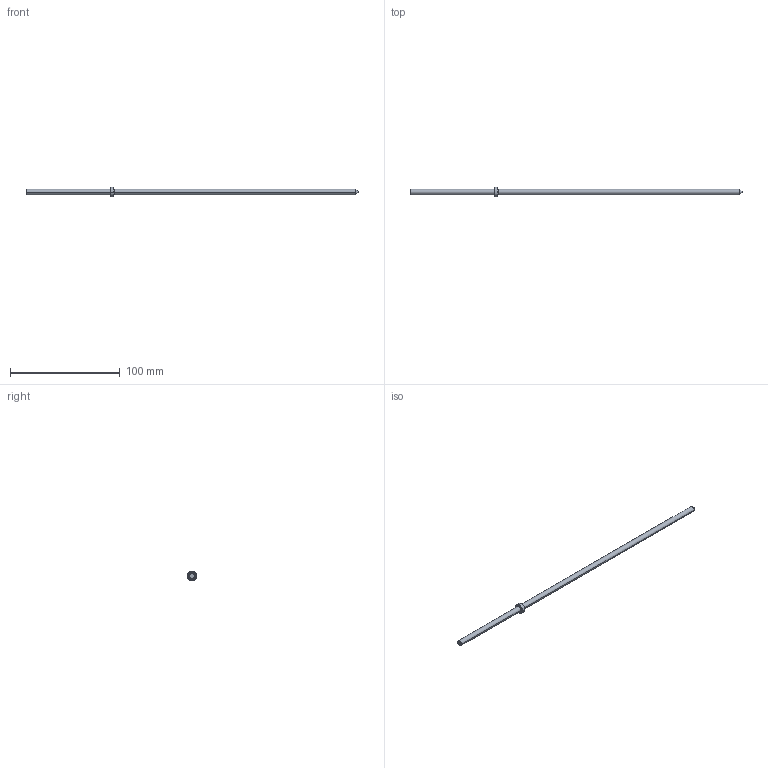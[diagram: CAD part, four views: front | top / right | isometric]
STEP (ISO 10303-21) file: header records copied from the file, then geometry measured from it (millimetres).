
FILE_DESCRIPTION (( 'STEP AP203' ), '1' );
FILE_NAME ('pusher for svd.STEP', '2023-04-01T13:48:21', ( '' ), ( '' ), 'SwSTEP 2.0', 'SolidWorks 2020', '' );
FILE_SCHEMA (( 'CONFIG_CONTROL_DESIGN' ));
Length unit declared in the file: mil
Products named in the file (1): pusher for svd
Bounding box: 302.29 x 9 x 9 mm (x, y, z)
Volume: 6028.3 mm3; surface area: 4882.2 mm2
Topology: 1 solids, 1 shells, 27 faces, 65 edges, 42 vertices
Faces by surface type: torus 10, cone 6, cylinder 6, plane 3, sphere 2
Entity records: 899 total; most frequent: DIRECTION 174, CARTESIAN_POINT 135, ORIENTED_EDGE 130, AXIS2_PLACEMENT_3D 81, EDGE_CURVE 65, CIRCLE 53, VERTEX_POINT 42, EDGE_LOOP 29
